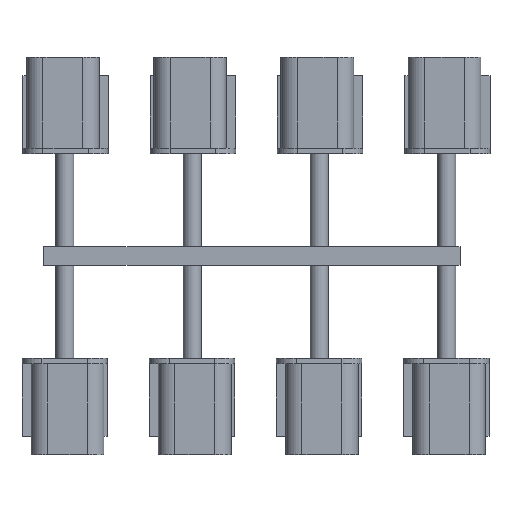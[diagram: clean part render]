
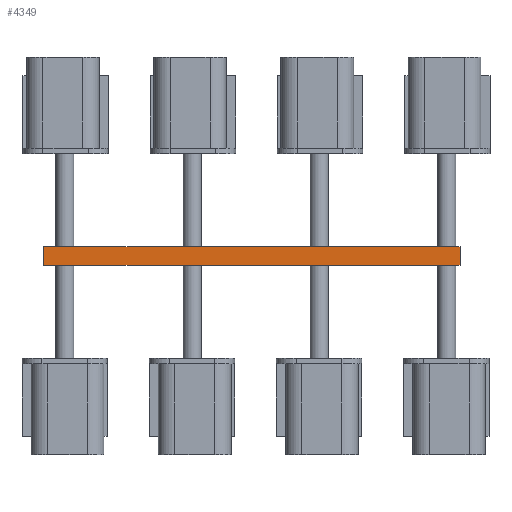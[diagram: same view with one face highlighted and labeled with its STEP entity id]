
A CAD part, top view. The second image highlights one B-rep face of the part: STEP entity #4349.
In plain terms, the highlighted planar face has unit normal (0, 0, 1).
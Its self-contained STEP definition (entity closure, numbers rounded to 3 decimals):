
#105=FACE_OUTER_BOUND('',#335,.T.);
#335=EDGE_LOOP('',(#2901,#2902,#2903,#2904,#2905,#2906,#2907,#2908,#2909,
#2910,#2911,#2912,#2913,#2914,#2915,#2916,#2917,#2918,#2919,#2920,#2921));
#565=LINE('',#6306,#1058);
#567=LINE('',#6315,#1060);
#569=LINE('',#6326,#1062);
#571=LINE('',#6337,#1064);
#573=LINE('',#6350,#1066);
#576=LINE('',#6361,#1069);
#578=LINE('',#6372,#1071);
#580=LINE('',#6384,#1073);
#585=LINE('',#6405,#1078);
#586=LINE('',#6410,#1079);
#587=LINE('',#6414,#1080);
#588=LINE('',#6416,#1081);
#589=LINE('',#6417,#1082);
#1058=VECTOR('',#4997,10.);
#1060=VECTOR('',#5005,10.);
#1062=VECTOR('',#5015,10.);
#1064=VECTOR('',#5025,10.);
#1066=VECTOR('',#5037,10.);
#1069=VECTOR('',#5046,10.);
#1071=VECTOR('',#5056,10.);
#1073=VECTOR('',#5068,10.);
#1078=VECTOR('',#5093,10.);
#1079=VECTOR('',#5100,10.);
#1080=VECTOR('',#5103,10.);
#1081=VECTOR('',#5104,10.);
#1082=VECTOR('',#5105,10.);
#1572=CIRCLE('',#4615,0.5);
#1575=CIRCLE('',#4619,0.5);
#1578=CIRCLE('',#4623,0.5);
#1579=CIRCLE('',#4624,0.5);
#1580=CIRCLE('',#4625,0.5);
#1581=CIRCLE('',#4626,0.5);
#1582=CIRCLE('',#4627,0.5);
#1583=CIRCLE('',#4628,0.5);
#1728=VERTEX_POINT('',#6303);
#1729=VERTEX_POINT('',#6305);
#1732=VERTEX_POINT('',#6312);
#1733=VERTEX_POINT('',#6314);
#1737=VERTEX_POINT('',#6323);
#1738=VERTEX_POINT('',#6325);
#1742=VERTEX_POINT('',#6334);
#1743=VERTEX_POINT('',#6336);
#1748=VERTEX_POINT('',#6347);
#1749=VERTEX_POINT('',#6349);
#1753=VERTEX_POINT('',#6358);
#1754=VERTEX_POINT('',#6360);
#1758=VERTEX_POINT('',#6369);
#1759=VERTEX_POINT('',#6371);
#1760=VERTEX_POINT('',#6375);
#1764=VERTEX_POINT('',#6382);
#1769=VERTEX_POINT('',#6399);
#1771=VERTEX_POINT('',#6409);
#1772=VERTEX_POINT('',#6411);
#1773=VERTEX_POINT('',#6413);
#1774=VERTEX_POINT('',#6415);
#2177=EDGE_CURVE('',#1729,#1728,#565,.T.);
#2181=EDGE_CURVE('',#1733,#1732,#567,.T.);
#2186=EDGE_CURVE('',#1738,#1737,#569,.T.);
#2191=EDGE_CURVE('',#1743,#1742,#571,.T.);
#2197=EDGE_CURVE('',#1749,#1748,#573,.T.);
#2202=EDGE_CURVE('',#1754,#1753,#576,.T.);
#2207=EDGE_CURVE('',#1759,#1758,#578,.T.);
#2213=EDGE_CURVE('',#1760,#1764,#580,.T.);
#2217=EDGE_CURVE('',#1742,#1733,#1572,.T.);
#2222=EDGE_CURVE('',#1769,#1743,#1575,.T.);
#2225=EDGE_CURVE('',#1728,#1749,#585,.T.);
#2226=EDGE_CURVE('',#1754,#1748,#1578,.T.);
#2227=EDGE_CURVE('',#1753,#1759,#1579,.T.);
#2228=EDGE_CURVE('',#1758,#1760,#1580,.T.);
#2229=EDGE_CURVE('',#1764,#1771,#586,.T.);
#2230=EDGE_CURVE('',#1771,#1772,#1581,.T.);
#2231=EDGE_CURVE('',#1772,#1773,#587,.T.);
#2232=EDGE_CURVE('',#1773,#1774,#588,.T.);
#2233=EDGE_CURVE('',#1774,#1769,#589,.T.);
#2234=EDGE_CURVE('',#1732,#1738,#1582,.T.);
#2235=EDGE_CURVE('',#1729,#1737,#1583,.T.);
#2901=ORIENTED_EDGE('',*,*,#2225,.T.);
#2902=ORIENTED_EDGE('',*,*,#2197,.T.);
#2903=ORIENTED_EDGE('',*,*,#2226,.F.);
#2904=ORIENTED_EDGE('',*,*,#2202,.T.);
#2905=ORIENTED_EDGE('',*,*,#2227,.T.);
#2906=ORIENTED_EDGE('',*,*,#2207,.T.);
#2907=ORIENTED_EDGE('',*,*,#2228,.T.);
#2908=ORIENTED_EDGE('',*,*,#2213,.T.);
#2909=ORIENTED_EDGE('',*,*,#2229,.T.);
#2910=ORIENTED_EDGE('',*,*,#2230,.T.);
#2911=ORIENTED_EDGE('',*,*,#2231,.T.);
#2912=ORIENTED_EDGE('',*,*,#2232,.T.);
#2913=ORIENTED_EDGE('',*,*,#2233,.T.);
#2914=ORIENTED_EDGE('',*,*,#2222,.T.);
#2915=ORIENTED_EDGE('',*,*,#2191,.T.);
#2916=ORIENTED_EDGE('',*,*,#2217,.T.);
#2917=ORIENTED_EDGE('',*,*,#2181,.T.);
#2918=ORIENTED_EDGE('',*,*,#2234,.T.);
#2919=ORIENTED_EDGE('',*,*,#2186,.T.);
#2920=ORIENTED_EDGE('',*,*,#2235,.F.);
#2921=ORIENTED_EDGE('',*,*,#2177,.T.);
#4189=PLANE('',#4622);
#4349=ADVANCED_FACE('',(#105),#4189,.T.);
#4615=AXIS2_PLACEMENT_3D('',#6391,#5075,#5076);
#4619=AXIS2_PLACEMENT_3D('',#6400,#5085,#5086);
#4622=AXIS2_PLACEMENT_3D('',#6404,#5091,#5092);
#4623=AXIS2_PLACEMENT_3D('',#6406,#5094,#5095);
#4624=AXIS2_PLACEMENT_3D('',#6407,#5096,#5097);
#4625=AXIS2_PLACEMENT_3D('',#6408,#5098,#5099);
#4626=AXIS2_PLACEMENT_3D('',#6412,#5101,#5102);
#4627=AXIS2_PLACEMENT_3D('',#6418,#5106,#5107);
#4628=AXIS2_PLACEMENT_3D('',#6419,#5108,#5109);
#4997=DIRECTION('',(-1.,0.,0.));
#5005=DIRECTION('',(-1.,0.,0.));
#5015=DIRECTION('',(-1.,0.,0.));
#5025=DIRECTION('',(-1.,0.,0.));
#5037=DIRECTION('',(1.,0.,0.));
#5046=DIRECTION('',(1.,0.,0.));
#5056=DIRECTION('',(1.,0.,0.));
#5068=DIRECTION('',(1.,0.,0.));
#5075=DIRECTION('center_axis',(0.,-1.,0.));
#5076=DIRECTION('ref_axis',(1.,0.,0.));
#5085=DIRECTION('center_axis',(0.,-1.,0.));
#5086=DIRECTION('ref_axis',(1.,0.,0.));
#5091=DIRECTION('center_axis',(0.,0.,1.));
#5092=DIRECTION('ref_axis',(0.,1.,0.));
#5093=DIRECTION('',(0.,-1.,0.));
#5094=DIRECTION('center_axis',(0.,-1.,0.));
#5095=DIRECTION('ref_axis',(1.,0.,0.));
#5096=DIRECTION('center_axis',(0.,1.,0.));
#5097=DIRECTION('ref_axis',(1.,0.,0.));
#5098=DIRECTION('center_axis',(0.,1.,0.));
#5099=DIRECTION('ref_axis',(1.,0.,0.));
#5100=DIRECTION('',(1.,0.,0.));
#5101=DIRECTION('center_axis',(0.,1.,0.));
#5102=DIRECTION('ref_axis',(1.,0.,0.));
#5103=DIRECTION('',(1.,0.,0.));
#5104=DIRECTION('',(0.,1.,0.));
#5105=DIRECTION('',(-1.,0.,0.));
#5106=DIRECTION('center_axis',(0.,-1.,0.));
#5107=DIRECTION('ref_axis',(1.,0.,0.));
#5108=DIRECTION('center_axis',(0.,1.,0.));
#5109=DIRECTION('ref_axis',(1.,0.,0.));
#6303=CARTESIAN_POINT('',(167.34,-51.523,0.8));
#6305=CARTESIAN_POINT('',(168.5,-51.523,0.8));
#6306=CARTESIAN_POINT('',(168.432,-51.523,0.8));
#6312=CARTESIAN_POINT('',(175.5,-51.523,0.8));
#6314=CARTESIAN_POINT('',(182.5,-51.523,0.8));
#6315=CARTESIAN_POINT('',(191.84,-51.523,0.8));
#6323=CARTESIAN_POINT('',(168.5,-51.523,0.8));
#6325=CARTESIAN_POINT('',(175.5,-51.523,0.8));
#6326=CARTESIAN_POINT('',(191.84,-51.523,0.8));
#6334=CARTESIAN_POINT('',(182.5,-51.523,0.8));
#6336=CARTESIAN_POINT('',(189.5,-51.523,0.8));
#6337=CARTESIAN_POINT('',(191.84,-51.523,0.8));
#6347=CARTESIAN_POINT('',(168.5,-52.523,0.8));
#6349=CARTESIAN_POINT('',(167.34,-52.523,0.8));
#6350=CARTESIAN_POINT('',(191.84,-52.523,0.8));
#6358=CARTESIAN_POINT('',(175.5,-52.523,0.8));
#6360=CARTESIAN_POINT('',(168.5,-52.523,0.8));
#6361=CARTESIAN_POINT('',(191.84,-52.523,0.8));
#6369=CARTESIAN_POINT('',(182.5,-52.523,0.8));
#6371=CARTESIAN_POINT('',(175.5,-52.523,0.8));
#6372=CARTESIAN_POINT('',(191.84,-52.523,0.8));
#6375=CARTESIAN_POINT('',(182.5,-52.523,0.8));
#6382=CARTESIAN_POINT('',(189.5,-52.523,0.8));
#6384=CARTESIAN_POINT('',(191.84,-52.523,0.8));
#6391=CARTESIAN_POINT('Origin',(182.5,-51.523,0.3));
#6399=CARTESIAN_POINT('',(189.5,-51.523,0.8));
#6400=CARTESIAN_POINT('Origin',(189.5,-51.523,0.3));
#6404=CARTESIAN_POINT('Origin',(191.84,-52.523,0.8));
#6405=CARTESIAN_POINT('',(167.34,-51.523,0.8));
#6406=CARTESIAN_POINT('Origin',(168.5,-52.523,0.3));
#6407=CARTESIAN_POINT('Origin',(175.5,-52.523,0.3));
#6408=CARTESIAN_POINT('Origin',(182.5,-52.523,0.3));
#6409=CARTESIAN_POINT('',(189.5,-52.523,0.8));
#6410=CARTESIAN_POINT('',(191.84,-52.523,0.8));
#6411=CARTESIAN_POINT('',(189.5,-52.523,0.8));
#6412=CARTESIAN_POINT('Origin',(189.5,-52.523,0.3));
#6413=CARTESIAN_POINT('',(190.24,-52.523,0.8));
#6414=CARTESIAN_POINT('',(191.84,-52.523,0.8));
#6415=CARTESIAN_POINT('',(190.24,-51.523,0.8));
#6416=CARTESIAN_POINT('',(190.24,-52.523,0.8));
#6417=CARTESIAN_POINT('',(191.84,-51.523,0.8));
#6418=CARTESIAN_POINT('Origin',(175.5,-51.523,0.3));
#6419=CARTESIAN_POINT('Origin',(168.5,-51.523,0.3));
